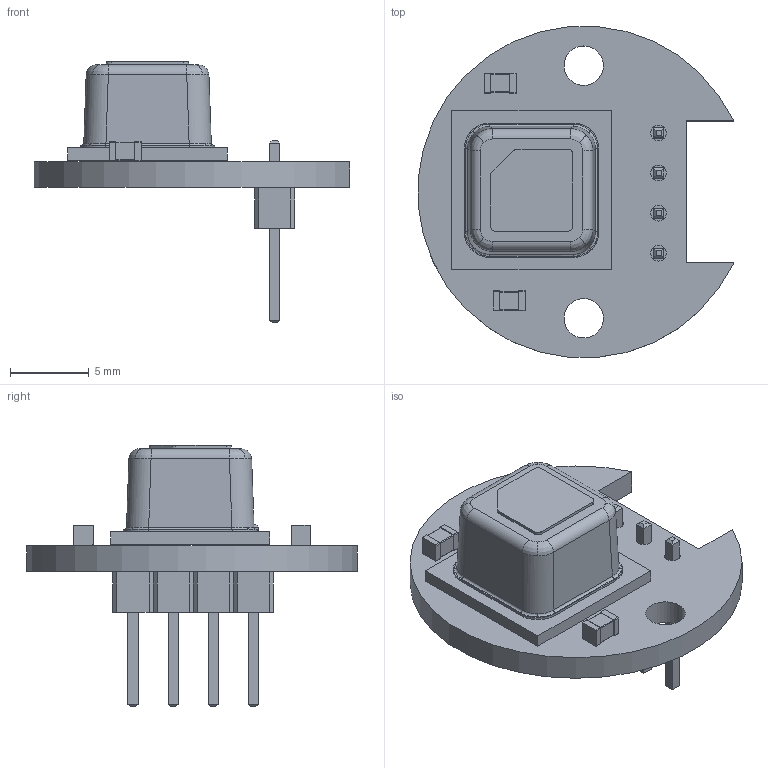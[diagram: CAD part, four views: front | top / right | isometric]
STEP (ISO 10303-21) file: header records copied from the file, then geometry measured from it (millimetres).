
FILE_DESCRIPTION(('KiCad electronic assembly'),'2;1');
FILE_NAME('sensor-co2.step','2022-03-13T21:55:50',('Pcbnew'),('Kicad'), 'Open CASCADE STEP processor 7.5','KiCad to STEP converter','Unknown' );
FILE_SCHEMA(('AUTOMOTIVE_DESIGN { 1 0 10303 214 1 1 1 1 }'));
Length unit declared in the file: millimetre
Products named in the file (8): sensor-co2 1; SCD40-D-R2--3DModel-STEP-369182; SOLID; C_0805_2012Metric; PinHeader_1x04_P2.54mm_Vertical; sensor-co2 PCB
Assembly tree (8 placements, depth 3):
  sensor-co2 1
    SCD40-D-R2--3DModel-STEP-369182
      SOLID
    C_0805_2012Metric  x2
      SOLID
    PinHeader_1x04_P2.54mm_Vertical
      SOLID
    sensor-co2 PCB
Bounding box: 19.98 x 20.96 x 16.57 mm (x, y, z)
Volume: 974.2 mm3; surface area: 1382.6 mm2
Topology: 5 solids, 5 shells, 361 faces, 882 edges, 572 vertices
Faces by surface type: bspline 349, cylinder 7, plane 5
Full cylindrical faces by diameter (mm): 1 x4, 2.5 x2
Entity records: 20532 total; most frequent: CARTESIAN_POINT 7419, B_SPLINE_CURVE_WITH_KNOTS 2172, ORIENTED_EDGE 1620, PCURVE 1620, DEFINITIONAL_REPRESENTATION 1620, EDGE_CURVE 810, SURFACE_CURVE 804, VERTEX_POINT 524
